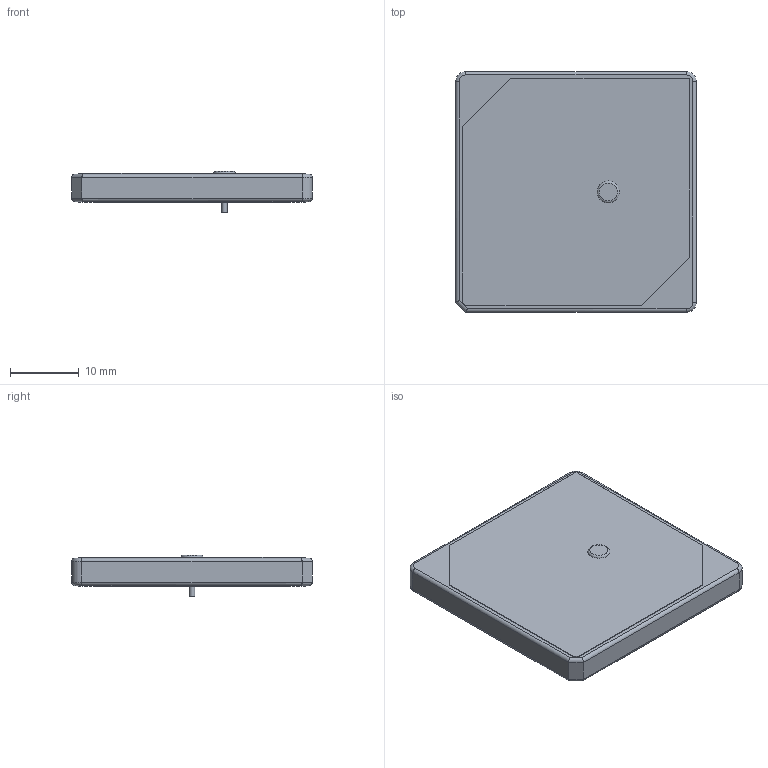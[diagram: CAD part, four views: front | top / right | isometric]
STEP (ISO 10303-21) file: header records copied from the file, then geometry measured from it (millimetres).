
FILE_DESCRIPTION(('FreeCAD Model'),'2;1');
FILE_NAME('Open CASCADE Shape Model','2023-02-24T23:12:46',(''),(''), 'Open CASCADE STEP processor 7.6','FreeCAD','Unknown');
FILE_SCHEMA(('AUTOMOTIVE_DESIGN { 1 0 10303 214 1 1 1 1 }'));
Length unit declared in the file: millimetre
Products named in the file (1): pin
Bounding box: 35 x 35 x 6 mm (x, y, z)
Volume: 5089.6 mm3; surface area: 2966.2 mm2
Topology: 1 solids, 1 shells, 51 faces, 114 edges, 70 vertices
Faces by surface type: plane 23, cylinder 21, torus 7
Full cylindrical faces by diameter (mm): 0.8 x2, 3 x1, 3.2 x1
Entity records: 3012 total; most frequent: CARTESIAN_POINT 609, DIRECTION 447, LINE 242, VECTOR 242, ORIENTED_EDGE 228, PCURVE 228, DEFINITIONAL_REPRESENTATION 228, EDGE_CURVE 114
